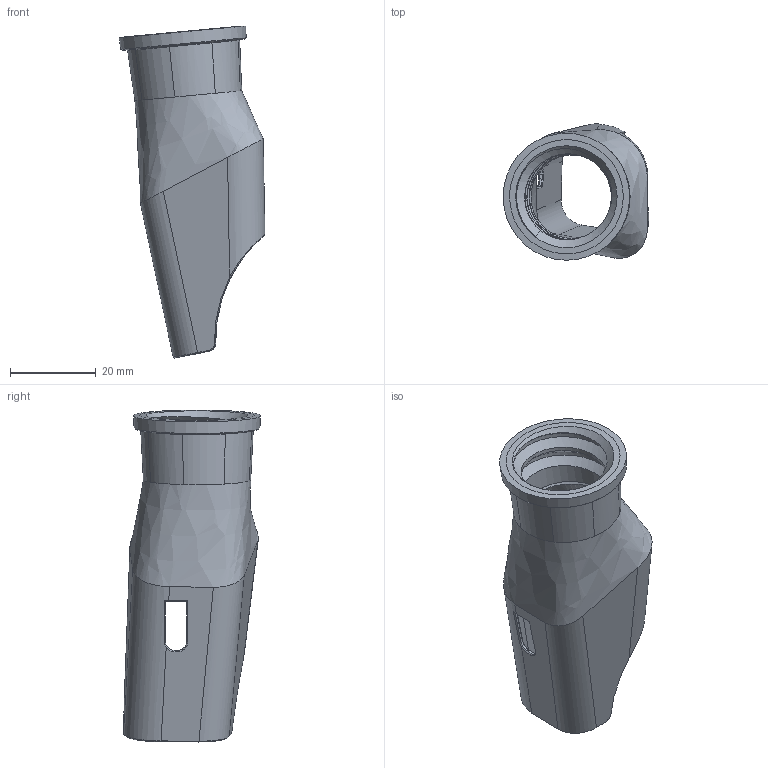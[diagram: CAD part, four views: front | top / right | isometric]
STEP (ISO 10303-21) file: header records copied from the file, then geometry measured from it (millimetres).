
FILE_DESCRIPTION(/* description */ ('STEP AP242','CAx-IF Rec.Pracs.---Representation and Presentation of Product Manufacturing Information (PMI)---4.0---2014-10-13','CAx-IF Rec.Pracs.---3D Tessellated Geometry---0.4---2014-09-14','2;1'),/* implementation_level */ '2;1');
FILE_NAME(/* name */ '63b91f8212335373a13aa0de',/* time_stamp */ '2023-01-07T07:30:11+00:00',/* author */ (''),/* organization */ (''),/* preprocessor_version */ 'ST-DEVELOPER v18.102',/* originating_system */ ' ',/* authorisation */ ' ');
FILE_SCHEMA (('AP242_MANAGED_MODEL_BASED_3D_ENGINEERING_MIM_LF { 1 0 10303 442 1 1 4 }'));
Length unit declared in the file: metre
Products named in the file (1): fan_to_hose_adapter_22mmOD
Bounding box: 33.91 x 31.9 x 77.25 mm (x, y, z)
Volume: 9115.8 mm3; surface area: 10883.2 mm2
Topology: 1 solids, 1 shells, 121 faces, 320 edges, 198 vertices
Faces by surface type: bspline 63, plane 31, cylinder 20, cone 6, torus 1
Full cylindrical faces by diameter (mm): 20 x2
Entity records: 6777 total; most frequent: CARTESIAN_POINT 4561, ORIENTED_EDGE 594, EDGE_CURVE 297, B_SPLINE_CURVE_WITH_KNOTS 222, DIRECTION 195, VERTEX_POINT 187, EDGE_LOOP 130, FACE_BOUND 130
